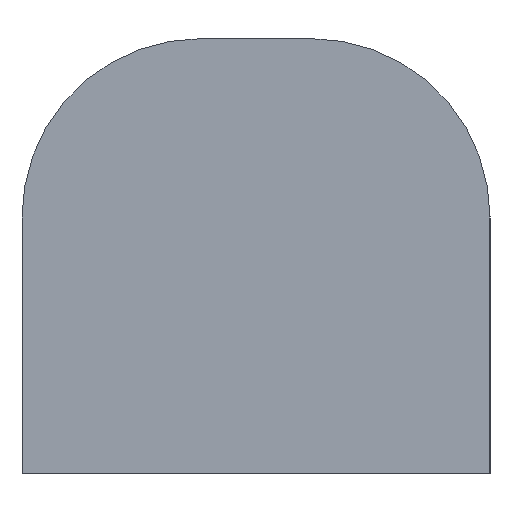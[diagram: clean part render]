
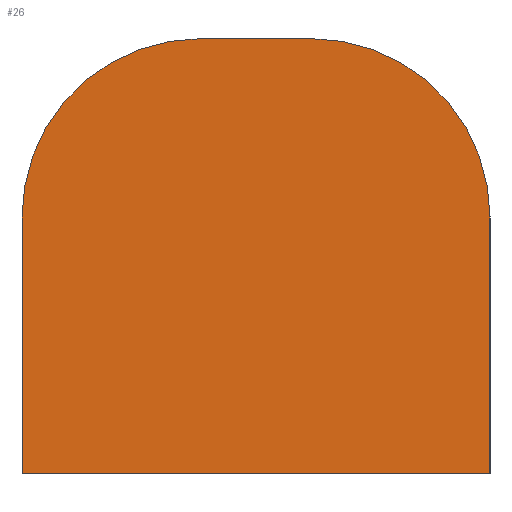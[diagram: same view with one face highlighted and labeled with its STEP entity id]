
A CAD part, left-side view. The second image highlights one B-rep face of the part: STEP entity #26.
In plain terms, the highlighted planar face has unit normal (-1, 0, 0).
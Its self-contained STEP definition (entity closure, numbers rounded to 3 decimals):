
#1 = CARTESIAN_POINT ( 'NONE',  ( -38.5, 10.5, 0. ) ) ;
#5 = DIRECTION ( 'NONE',  ( 0., -1., 0. ) ) ;
#6 = ORIENTED_EDGE ( 'NONE', *, *, #14, .T. ) ;
#10 = VERTEX_POINT ( 'NONE', #267 ) ;
#12 = CARTESIAN_POINT ( 'NONE',  ( -38.5, -10.5, 0. ) ) ;
#14 = EDGE_CURVE ( 'NONE', #213, #10, #21, .T. ) ;
#20 = CARTESIAN_POINT ( 'NONE',  ( -38.5, -10.5, 0. ) ) ;
#21 = CIRCLE ( 'NONE', #90, 8. ) ;
#26 = ADVANCED_FACE ( 'NONE', ( #121 ), #225, .F. ) ;
#40 = DIRECTION ( 'NONE',  ( -1., 0., 0. ) ) ;
#51 = VECTOR ( 'NONE', #5, 1000. ) ;
#54 = ORIENTED_EDGE ( 'NONE', *, *, #132, .F. ) ;
#55 = DIRECTION ( 'NONE',  ( 0., 0., -1. ) ) ;
#57 = DIRECTION ( 'NONE',  ( 0., 0., -1. ) ) ;
#59 = DIRECTION ( 'NONE',  ( 0., 0., -1. ) ) ;
#65 = LINE ( 'NONE', #20, #51 ) ;
#68 = DIRECTION ( 'NONE',  ( 0., 0., -1. ) ) ;
#80 = DIRECTION ( 'NONE',  ( -1., 0., 0. ) ) ;
#82 = CARTESIAN_POINT ( 'NONE',  ( -38.5, 2.5, 11.5 ) ) ;
#83 = LINE ( 'NONE', #244, #219 ) ;
#90 = AXIS2_PLACEMENT_3D ( 'NONE', #82, #80, #59 ) ;
#91 = VECTOR ( 'NONE', #57, 1000. ) ;
#98 = VECTOR ( 'NONE', #147, 1000. ) ;
#113 = EDGE_LOOP ( 'NONE', ( #176, #6, #155, #240, #54, #193 ) ) ;
#121 = FACE_OUTER_BOUND ( 'NONE', #113, .T. ) ;
#122 = AXIS2_PLACEMENT_3D ( 'NONE', #185, #40, #68 ) ;
#124 = EDGE_CURVE ( 'NONE', #10, #152, #83, .T. ) ;
#130 = CARTESIAN_POINT ( 'NONE',  ( -38.5, -10.5, 19.5 ) ) ;
#132 = EDGE_CURVE ( 'NONE', #217, #133, #251, .T. ) ;
#133 = VERTEX_POINT ( 'NONE', #12 ) ;
#143 = CARTESIAN_POINT ( 'NONE',  ( -38.5, -10.5, 19.5 ) ) ;
#147 = DIRECTION ( 'NONE',  ( 0., -1., 0. ) ) ;
#152 = VERTEX_POINT ( 'NONE', #1 ) ;
#155 = ORIENTED_EDGE ( 'NONE', *, *, #124, .T. ) ;
#162 = DIRECTION ( 'NONE',  ( 0., 0., -1. ) ) ;
#167 = LINE ( 'NONE', #130, #98 ) ;
#168 = CARTESIAN_POINT ( 'NONE',  ( -38.5, 2.5, 19.5 ) ) ;
#171 = EDGE_CURVE ( 'NONE', #213, #196, #167, .T. ) ;
#176 = ORIENTED_EDGE ( 'NONE', *, *, #171, .F. ) ;
#185 = CARTESIAN_POINT ( 'NONE',  ( -38.5, -2.5, 11.5 ) ) ;
#193 = ORIENTED_EDGE ( 'NONE', *, *, #241, .T. ) ;
#196 = VERTEX_POINT ( 'NONE', #231 ) ;
#202 = CIRCLE ( 'NONE', #122, 8. ) ;
#213 = VERTEX_POINT ( 'NONE', #168 ) ;
#217 = VERTEX_POINT ( 'NONE', #232 ) ;
#219 = VECTOR ( 'NONE', #55, 1000. ) ;
#225 = PLANE ( 'NONE',  #247 ) ;
#226 = EDGE_CURVE ( 'NONE', #152, #133, #65, .T. ) ;
#231 = CARTESIAN_POINT ( 'NONE',  ( -38.5, -2.5, 19.5 ) ) ;
#232 = CARTESIAN_POINT ( 'NONE',  ( -38.5, -10.5, 11.5 ) ) ;
#240 = ORIENTED_EDGE ( 'NONE', *, *, #226, .T. ) ;
#241 = EDGE_CURVE ( 'NONE', #217, #196, #202, .T. ) ;
#244 = CARTESIAN_POINT ( 'NONE',  ( -38.5, 10.5, 19.5 ) ) ;
#246 = DIRECTION ( 'NONE',  ( 1., 0., 0. ) ) ;
#247 = AXIS2_PLACEMENT_3D ( 'NONE', #143, #246, #162 ) ;
#251 = LINE ( 'NONE', #266, #91 ) ;
#266 = CARTESIAN_POINT ( 'NONE',  ( -38.5, -10.5, 19.5 ) ) ;
#267 = CARTESIAN_POINT ( 'NONE',  ( -38.5, 10.5, 11.5 ) ) ;
